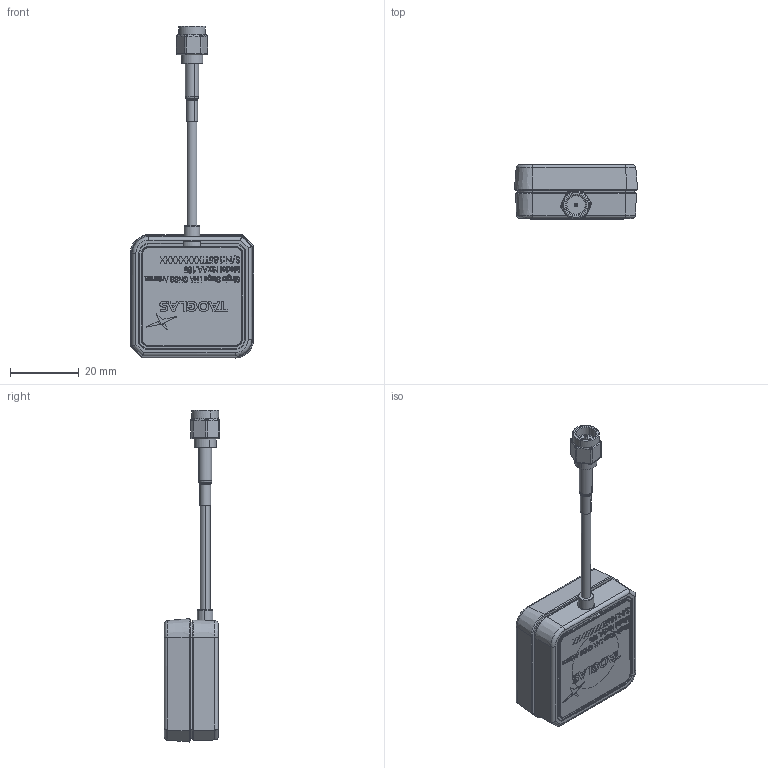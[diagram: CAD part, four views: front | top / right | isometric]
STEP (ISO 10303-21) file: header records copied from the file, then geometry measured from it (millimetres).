
FILE_DESCRIPTION (( 'STEP AP214' ), '1' );
FILE_NAME ('AA.185.301111_Web.STEP', '2024-10-25T01:55:32', ( '' ), ( '' ), 'SwSTEP 2.0', 'SolidWorks 2022', '' );
FILE_SCHEMA (( 'AUTOMOTIVE_DESIGN' ));
Length unit declared in the file: millimetre
Products named in the file (1): AA.185.301111_Web
Bounding box: 35.74 x 16 x 96.23 mm (x, y, z)
Surface area: 6538.2 mm2 (no closed solid volume)
Topology: 0 solids, 61 shells, 763 faces, 2889 edges, 2164 vertices
Faces by surface type: plane 493, bspline 117, cylinder 95, cone 22, torus 22, sphere 14
Entity records: 47620 total; most frequent: CARTESIAN_POINT 17327, ORIENTED_EDGE 4159, DIRECTION 3735, EDGE_CURVE 2875, VERTEX_POINT 2164, VECTOR 2051, LINE 2051, AXIS2_PLACEMENT_3D 842
